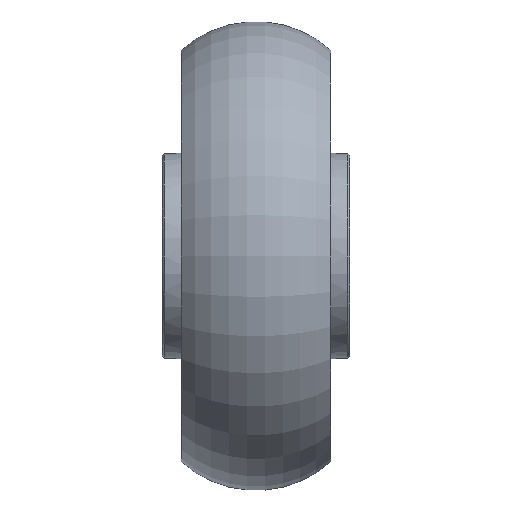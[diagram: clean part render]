
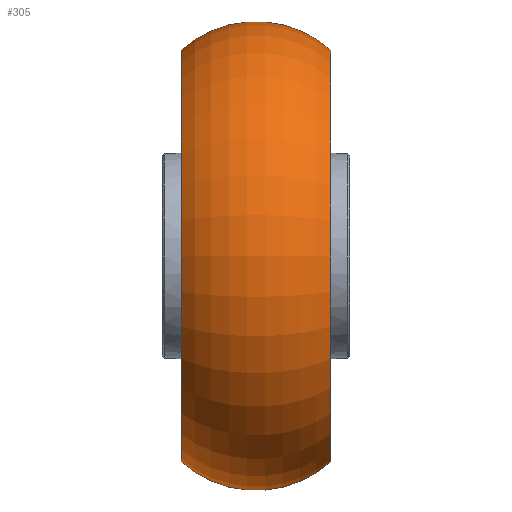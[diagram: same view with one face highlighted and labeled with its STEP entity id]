
A CAD part, front view. The second image highlights one B-rep face of the part: STEP entity #305.
In plain terms, the highlighted toroidal (fillet/blend) face has major radius 32.5 mm and minor radius 30 mm.
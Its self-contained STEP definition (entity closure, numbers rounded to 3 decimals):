
#305 = ADVANCED_FACE( '', ( #622, #623, #624 ), #625, .T. );
#622 = FACE_BOUND( '', #945, .T. );
#623 = FACE_OUTER_BOUND( '', #946, .T. );
#624 = FACE_OUTER_BOUND( '', #947, .T. );
#625 = TOROIDAL_SURFACE( '', #948, 32.5, 30. );
#945 = VERTEX_LOOP( '', #1493 );
#946 = EDGE_LOOP( '', ( #1494 ) );
#947 = EDGE_LOOP( '', ( #1495 ) );
#948 = AXIS2_PLACEMENT_3D( '', #1496, #1497, #1498 );
#1493 = VERTEX_POINT( '', #1805 );
#1494 = ORIENTED_EDGE( '', *, *, #1668, .T. );
#1495 = ORIENTED_EDGE( '', *, *, #1760, .F. );
#1496 = CARTESIAN_POINT( '', ( 0., 0., 0. ) );
#1497 = DIRECTION( '', ( 0., 0., -1. ) );
#1498 = DIRECTION( '', ( -1., 0., 0. ) );
#1668 = EDGE_CURVE( '', #1920, #1920, #1921, .T. );
#1760 = EDGE_CURVE( '', #2061, #2061, #2062, .T. );
#1805 = CARTESIAN_POINT( '', ( -62.5, 0., 0. ) );
#1920 = VERTEX_POINT( '', #2259 );
#1921 = CIRCLE( '', #2260, 54.861 );
#2061 = VERTEX_POINT( '', #2434 );
#2062 = CIRCLE( '', #2435, 54.861 );
#2259 = CARTESIAN_POINT( '', ( -54.861, 0., 20. ) );
#2260 = AXIS2_PLACEMENT_3D( '', #2604, #2605, #2606 );
#2434 = CARTESIAN_POINT( '', ( -54.861, 0., -20. ) );
#2435 = AXIS2_PLACEMENT_3D( '', #2731, #2732, #2733 );
#2604 = CARTESIAN_POINT( '', ( 0., 0., 20. ) );
#2605 = DIRECTION( '', ( 0., 0., -1. ) );
#2606 = DIRECTION( '', ( -1., 0., 0. ) );
#2731 = CARTESIAN_POINT( '', ( 0., 0., -20. ) );
#2732 = DIRECTION( '', ( 0., 0., -1. ) );
#2733 = DIRECTION( '', ( -1., 0., 0. ) );
